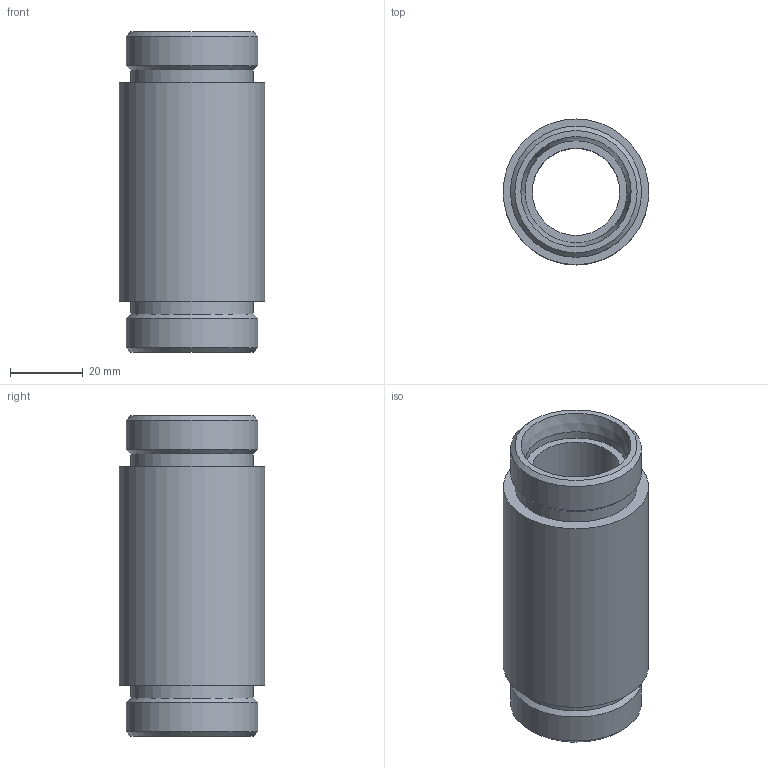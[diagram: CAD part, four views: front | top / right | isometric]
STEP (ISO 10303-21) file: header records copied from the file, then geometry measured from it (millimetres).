
FILE_DESCRIPTION(/* description */ ('STEP AP203'),/* implementation_level */ '2;1');
FILE_NAME(/* name */ 'Bulkhead Union GESV 28-01',/* time_stamp */ '2025-01-17T08:29:10+01:00',/* author */ ('License CC BY-ND 4.0'),/* organization */ ('CADENAS'),/* preprocessor_version */ 'ST-DEVELOPER v19.3',/* originating_system */ 'PARTsolutions',/* authorisation */ ' ');
FILE_SCHEMA (('CONFIG_CONTROL_DESIGN'));
Length unit declared in the file: millimetre
Products named in the file (1): Schottstutzen GESV 28-01
Bounding box: 40 x 40 x 88 mm (x, y, z)
Volume: 59804.7 mm3; surface area: 19138.4 mm2
Topology: 1 solids, 1 shells, 20 faces, 34 edges, 20 vertices
Faces by surface type: cylinder 8, plane 6, cone 6
Full cylindrical faces by diameter (mm): 24 x1, 28 x2, 33.546 x2, 36 x2, 40 x1
Entity records: 438 total; most frequent: DIRECTION 82, CARTESIAN_POINT 61, AXIS2_PLACEMENT_3D 41, ORIENTED_EDGE 40, EDGE_LOOP 40, FACE_BOUND 40, EDGE_CURVE 20, VERTEX_POINT 20
